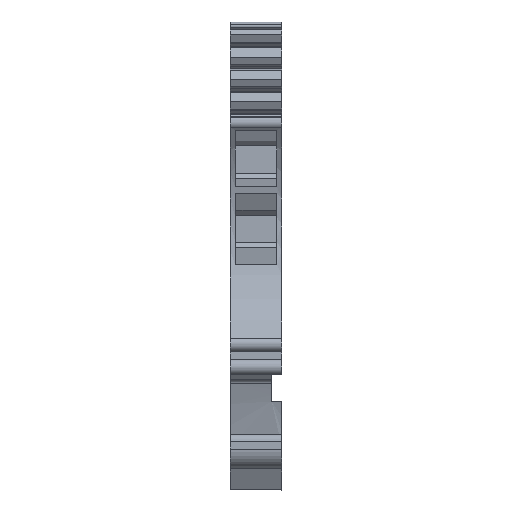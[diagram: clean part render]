
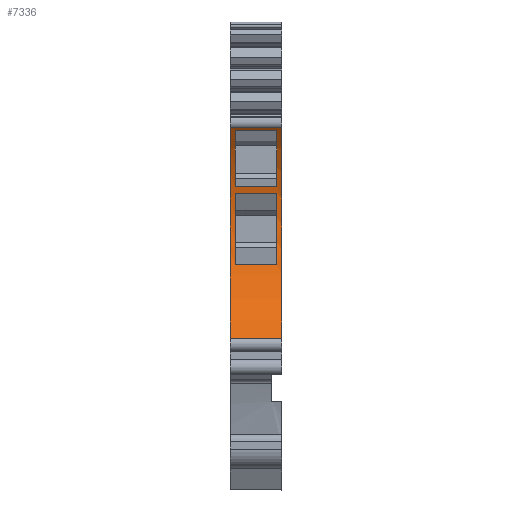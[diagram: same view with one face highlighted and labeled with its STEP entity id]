
A CAD part, front view. The second image highlights one B-rep face of the part: STEP entity #7336.
In plain terms, the highlighted cylindrical face has radius 15.05 mm (diameter 30.1 mm), a partial arc.
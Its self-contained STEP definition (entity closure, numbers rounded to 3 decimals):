
#1226=AXIS2_PLACEMENT_3D('Circle Axis2P3D',#1224,#1225,$) ;
#2513=AXIS2_PLACEMENT_3D('Circle Axis2P3D',#2511,#2512,$) ;
#7255=AXIS2_PLACEMENT_3D('Cylinder Axis2P3D',#7252,#7253,#7254) ;
#7270=AXIS2_PLACEMENT_3D('Circle Axis2P3D',#7268,#7269,$) ;
#7286=AXIS2_PLACEMENT_3D('Circle Axis2P3D',#7284,#7285,$) ;
#7304=AXIS2_PLACEMENT_3D('Circle Axis2P3D',#7302,#7303,$) ;
#7320=AXIS2_PLACEMENT_3D('Circle Axis2P3D',#7318,#7319,$) ;
#1221=CARTESIAN_POINT('Vertex',(0.,4.261,14.969)) ;
#1224=CARTESIAN_POINT('Axis2P3D Location',(0.,-5.549,26.382)) ;
#1228=CARTESIAN_POINT('Vertex',(0.,6.167,35.828)) ;
#2508=CARTESIAN_POINT('Vertex',(5.1,6.167,35.828)) ;
#2511=CARTESIAN_POINT('Axis2P3D Location',(5.1,-5.549,26.382)) ;
#2515=CARTESIAN_POINT('Vertex',(5.1,4.261,14.969)) ;
#7239=CARTESIAN_POINT('Line Origine',(2.55,4.261,14.969)) ;
#7252=CARTESIAN_POINT('Axis2P3D Location',(2.55,-5.549,26.382)) ;
#7257=CARTESIAN_POINT('Line Origine',(2.55,6.167,35.828)) ;
#7268=CARTESIAN_POINT('Axis2P3D Location',(4.6,-5.549,26.382)) ;
#7272=CARTESIAN_POINT('Vertex',(4.6,9.213,29.311)) ;
#7274=CARTESIAN_POINT('Vertex',(4.6,8.92,22.243)) ;
#7277=CARTESIAN_POINT('Line Origine',(2.55,8.92,22.243)) ;
#7281=CARTESIAN_POINT('Vertex',(0.5,8.92,22.243)) ;
#7284=CARTESIAN_POINT('Axis2P3D Location',(0.5,-5.549,26.382)) ;
#7288=CARTESIAN_POINT('Vertex',(0.5,9.213,29.311)) ;
#7291=CARTESIAN_POINT('Line Origine',(2.55,9.213,29.311)) ;
#7302=CARTESIAN_POINT('Axis2P3D Location',(0.5,-5.549,26.382)) ;
#7306=CARTESIAN_POINT('Vertex',(0.5,6.405,35.525)) ;
#7308=CARTESIAN_POINT('Vertex',(0.5,9.064,29.983)) ;
#7311=CARTESIAN_POINT('Line Origine',(2.55,6.405,35.525)) ;
#7315=CARTESIAN_POINT('Vertex',(4.6,6.405,35.525)) ;
#7318=CARTESIAN_POINT('Axis2P3D Location',(4.6,-5.549,26.382)) ;
#7322=CARTESIAN_POINT('Vertex',(4.6,9.064,29.983)) ;
#7325=CARTESIAN_POINT('Line Origine',(2.55,9.064,29.983)) ;
#1225=DIRECTION('Axis2P3D Direction',(1.,0.,0.)) ;
#2512=DIRECTION('Axis2P3D Direction',(1.,0.,0.)) ;
#7240=DIRECTION('Vector Direction',(1.,0.,0.)) ;
#7253=DIRECTION('Axis2P3D Direction',(1.,0.,0.)) ;
#7254=DIRECTION('Axis2P3D XDirection',(0.,0.652,-0.758)) ;
#7258=DIRECTION('Vector Direction',(1.,0.,0.)) ;
#7269=DIRECTION('Axis2P3D Direction',(1.,0.,0.)) ;
#7278=DIRECTION('Vector Direction',(1.,0.,0.)) ;
#7285=DIRECTION('Axis2P3D Direction',(1.,0.,0.)) ;
#7292=DIRECTION('Vector Direction',(1.,0.,0.)) ;
#7303=DIRECTION('Axis2P3D Direction',(1.,0.,0.)) ;
#7312=DIRECTION('Vector Direction',(1.,0.,0.)) ;
#7319=DIRECTION('Axis2P3D Direction',(1.,0.,0.)) ;
#7326=DIRECTION('Vector Direction',(1.,0.,0.)) ;
#7241=VECTOR('Line Direction',#7240,1.) ;
#7259=VECTOR('Line Direction',#7258,1.) ;
#7279=VECTOR('Line Direction',#7278,1.) ;
#7293=VECTOR('Line Direction',#7292,1.) ;
#7313=VECTOR('Line Direction',#7312,1.) ;
#7327=VECTOR('Line Direction',#7326,1.) ;
#7263=ORIENTED_EDGE('',*,*,#1230,.F.) ;
#7264=ORIENTED_EDGE('',*,*,#7243,.F.) ;
#7265=ORIENTED_EDGE('',*,*,#2517,.F.) ;
#7266=ORIENTED_EDGE('',*,*,#7261,.T.) ;
#7297=ORIENTED_EDGE('',*,*,#7276,.T.) ;
#7298=ORIENTED_EDGE('',*,*,#7283,.T.) ;
#7299=ORIENTED_EDGE('',*,*,#7290,.F.) ;
#7300=ORIENTED_EDGE('',*,*,#7295,.F.) ;
#7331=ORIENTED_EDGE('',*,*,#7310,.F.) ;
#7332=ORIENTED_EDGE('',*,*,#7317,.F.) ;
#7333=ORIENTED_EDGE('',*,*,#7324,.T.) ;
#7334=ORIENTED_EDGE('',*,*,#7329,.T.) ;
#7301=FACE_BOUND('',#7296,.T.) ;
#7335=FACE_BOUND('',#7330,.T.) ;
#7336=ADVANCED_FACE('Hauptk\X2\00F6\X0\rper',(#7267,#7301,#7335),#7256,.F.) ;
#1227=CIRCLE('generated circle',#1226,15.05) ;
#2514=CIRCLE('generated circle',#2513,15.05) ;
#7271=CIRCLE('generated circle',#7270,15.05) ;
#7287=CIRCLE('generated circle',#7286,15.05) ;
#7305=CIRCLE('generated circle',#7304,15.05) ;
#7321=CIRCLE('generated circle',#7320,15.05) ;
#7256=CYLINDRICAL_SURFACE('generated cylinder',#7255,15.05) ;
#1230=EDGE_CURVE('',#1222,#1229,#1227,.T.) ;
#2517=EDGE_CURVE('',#2509,#2516,#2514,.F.) ;
#7243=EDGE_CURVE('',#2516,#1222,#7242,.F.) ;
#7261=EDGE_CURVE('',#2509,#1229,#7260,.F.) ;
#7276=EDGE_CURVE('',#7273,#7275,#7271,.F.) ;
#7283=EDGE_CURVE('',#7275,#7282,#7280,.F.) ;
#7290=EDGE_CURVE('',#7289,#7282,#7287,.F.) ;
#7295=EDGE_CURVE('',#7273,#7289,#7294,.F.) ;
#7310=EDGE_CURVE('',#7307,#7309,#7305,.F.) ;
#7317=EDGE_CURVE('',#7316,#7307,#7314,.F.) ;
#7324=EDGE_CURVE('',#7316,#7323,#7321,.F.) ;
#7329=EDGE_CURVE('',#7323,#7309,#7328,.F.) ;
#7262=EDGE_LOOP('',(#7263,#7264,#7265,#7266)) ;
#7296=EDGE_LOOP('',(#7297,#7298,#7299,#7300)) ;
#7330=EDGE_LOOP('',(#7331,#7332,#7333,#7334)) ;
#7267=FACE_OUTER_BOUND('',#7262,.T.) ;
#7242=LINE('Line',#7239,#7241) ;
#7260=LINE('Line',#7257,#7259) ;
#7280=LINE('Line',#7277,#7279) ;
#7294=LINE('Line',#7291,#7293) ;
#7314=LINE('Line',#7311,#7313) ;
#7328=LINE('Line',#7325,#7327) ;
#1222=VERTEX_POINT('',#1221) ;
#1229=VERTEX_POINT('',#1228) ;
#2509=VERTEX_POINT('',#2508) ;
#2516=VERTEX_POINT('',#2515) ;
#7273=VERTEX_POINT('',#7272) ;
#7275=VERTEX_POINT('',#7274) ;
#7282=VERTEX_POINT('',#7281) ;
#7289=VERTEX_POINT('',#7288) ;
#7307=VERTEX_POINT('',#7306) ;
#7309=VERTEX_POINT('',#7308) ;
#7316=VERTEX_POINT('',#7315) ;
#7323=VERTEX_POINT('',#7322) ;
